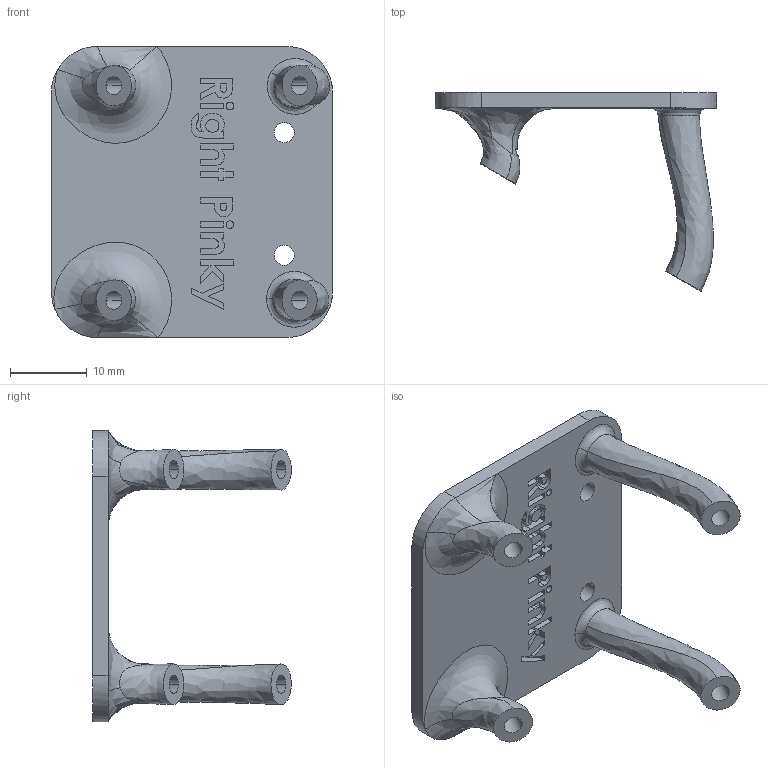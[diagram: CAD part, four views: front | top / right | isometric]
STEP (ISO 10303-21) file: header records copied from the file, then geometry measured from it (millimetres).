
FILE_DESCRIPTION (( 'STEP AP214' ), '1' );
FILE_NAME ('right_leapv2_palm_pinky_mount.STEP', '2025-06-13T20:05:44', ( '' ), ( '' ), 'SwSTEP 2.0', 'SolidWorks 2024', '' );
FILE_SCHEMA (( 'AUTOMOTIVE_DESIGN' ));
Length unit declared in the file: millimetre
Products named in the file (1): right_leapv2_palm_pinky_mount
Bounding box: 36.7 x 25.92 x 38 mm (x, y, z)
Volume: 4055.3 mm3; surface area: 4235.4 mm2
Topology: 1 solids, 1 shells, 184 faces, 489 edges, 324 vertices
Faces by surface type: plane 106, bspline 62, cylinder 16
Entity records: 9836 total; most frequent: CARTESIAN_POINT 5642, ORIENTED_EDGE 978, DIRECTION 639, EDGE_CURVE 489, VERTEX_POINT 324, LINE 305, VECTOR 305, EDGE_LOOP 209
